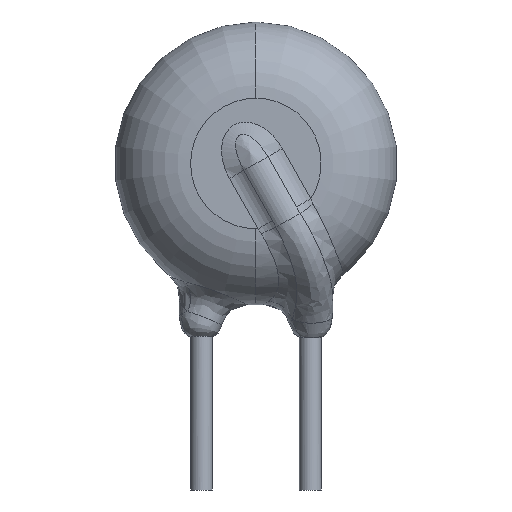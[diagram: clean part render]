
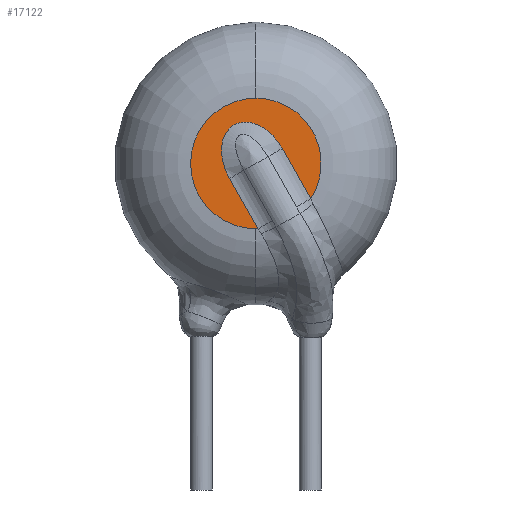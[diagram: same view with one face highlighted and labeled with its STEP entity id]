
A CAD part, front view. The second image highlights one B-rep face of the part: STEP entity #17122.
In plain terms, the highlighted planar face has unit normal (0, -1, 0).
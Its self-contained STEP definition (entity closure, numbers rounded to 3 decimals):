
#166 = CARTESIAN_POINT ( 'NONE',  ( 0.048, -1.75, 4.891 ) ) ;
#997 = LINE ( 'NONE', #6370, #1280 ) ;
#1001 = DIRECTION ( 'NONE',  ( 0., 1., 0. ) ) ;
#1028 = DIRECTION ( 'NONE',  ( 0., 1., 0. ) ) ;
#1184 = CARTESIAN_POINT ( 'NONE',  ( -0.771, -1.75, 4.075 ) ) ;
#1280 = VECTOR ( 'NONE', #15611, 1000. ) ;
#1441 = CIRCLE ( 'NONE', #9260, 1.5 ) ;
#1535 = CARTESIAN_POINT ( 'NONE',  ( -0.607, -1.75, 3.656 ) ) ;
#1550 = DIRECTION ( 'NONE',  ( 0., 0., 1. ) ) ;
#2407 = AXIS2_PLACEMENT_3D ( 'NONE', #6391, #1028, #8981 ) ;
#2486 = DIRECTION ( 'NONE',  ( 0., 1., 0. ) ) ;
#4932 = CIRCLE ( 'NONE', #16023, 1.5 ) ;
#4955 = ORIENTED_EDGE ( 'NONE', *, *, #7715, .T. ) ;
#5424 = CARTESIAN_POINT ( 'NONE',  ( -0.404, -1.75, 4.94 ) ) ;
#5518 = CARTESIAN_POINT ( 'NONE',  ( -0.772, -1.75, 4.528 ) ) ;
#5620 = DIRECTION ( 'NONE',  ( -0.493, 0., 0.87 ) ) ;
#5725 = EDGE_CURVE ( 'NONE', #13720, #11771, #1441, .T. ) ;
#5942 = CARTESIAN_POINT ( 'NONE',  ( 0., -1.75, 2.5 ) ) ;
#5956 = LINE ( 'NONE', #9693, #10392 ) ;
#6142 = PLANE ( 'NONE',  #2407 ) ;
#6370 = CARTESIAN_POINT ( 'NONE',  ( 0.607, -1.75, 4.344 ) ) ;
#6391 = CARTESIAN_POINT ( 'NONE',  ( 0., -1.75, 4. ) ) ;
#6463 = VERTEX_POINT ( 'NONE', #17046 ) ;
#6694 = EDGE_CURVE ( 'NONE', #8902, #12534, #5956, .T. ) ;
#7680 = ORIENTED_EDGE ( 'NONE', *, *, #12260, .F. ) ;
#7715 = EDGE_CURVE ( 'NONE', #12534, #6463, #14666, .T. ) ;
#8118 = CARTESIAN_POINT ( 'NONE',  ( 0.495, -1.75, 4.542 ) ) ;
#8719 = CARTESIAN_POINT ( 'NONE',  ( 0.047, -1.75, 2.501 ) ) ;
#8902 = VERTEX_POINT ( 'NONE', #8719 ) ;
#8981 = DIRECTION ( 'NONE',  ( 0., 0., 1. ) ) ;
#9040 = ORIENTED_EDGE ( 'NONE', *, *, #5725, .F. ) ;
#9260 = AXIS2_PLACEMENT_3D ( 'NONE', #15126, #11226, #1550 ) ;
#9299 = EDGE_CURVE ( 'NONE', #6463, #11392, #997, .T. ) ;
#9314 = CARTESIAN_POINT ( 'NONE',  ( -0.664, -1.75, 3.755 ) ) ;
#9422 = CARTESIAN_POINT ( 'NONE',  ( 0.341, -1.75, 4.716 ) ) ;
#9693 = CARTESIAN_POINT ( 'NONE',  ( -0.607, -1.75, 3.656 ) ) ;
#9734 = CARTESIAN_POINT ( 'NONE',  ( 0., -1.75, 5.5 ) ) ;
#10392 = VECTOR ( 'NONE', #5620, 1000. ) ;
#10792 = AXIS2_PLACEMENT_3D ( 'NONE', #15447, #1001, #11394 ) ;
#11226 = DIRECTION ( 'NONE',  ( 0., 1., 0. ) ) ;
#11392 = VERTEX_POINT ( 'NONE', #13163 ) ;
#11394 = DIRECTION ( 'NONE',  ( 0., 0., 1. ) ) ;
#11771 = VERTEX_POINT ( 'NONE', #9734 ) ;
#12260 = EDGE_CURVE ( 'NONE', #8902, #13720, #16046, .T. ) ;
#12437 = EDGE_CURVE ( 'NONE', #11771, #11392, #4932, .T. ) ;
#12534 = VERTEX_POINT ( 'NONE', #16404 ) ;
#12616 = EDGE_LOOP ( 'NONE', ( #4955, #14587, #14427, #9040, #7680, #17018 ) ) ;
#13163 = CARTESIAN_POINT ( 'NONE',  ( 1.262, -1.75, 3.189 ) ) ;
#13278 = CARTESIAN_POINT ( 'NONE',  ( -0.79, -1.75, 4.414 ) ) ;
#13443 = CARTESIAN_POINT ( 'NONE',  ( -0.79, -1.75, 4.188 ) ) ;
#13606 = DIRECTION ( 'NONE',  ( 0., 0., 1. ) ) ;
#13720 = VERTEX_POINT ( 'NONE', #5942 ) ;
#14404 = CARTESIAN_POINT ( 'NONE',  ( 0., -1.75, 4. ) ) ;
#14419 = CARTESIAN_POINT ( 'NONE',  ( 0.607, -1.75, 4.344 ) ) ;
#14427 = ORIENTED_EDGE ( 'NONE', *, *, #12437, .F. ) ;
#14503 = CARTESIAN_POINT ( 'NONE',  ( -0.708, -1.75, 3.858 ) ) ;
#14587 = ORIENTED_EDGE ( 'NONE', *, *, #9299, .T. ) ;
#14595 = CARTESIAN_POINT ( 'NONE',  ( -0.602, -1.75, 4.828 ) ) ;
#14666 = B_SPLINE_CURVE_WITH_KNOTS ( 'NONE', 3,
 ( #1535, #9314, #14503, #1184, #13443, #13278, #5518, #17116, #14595, #5424, #16087, #15906, #166, #9422, #8118, #14419 ),
 .UNSPECIFIED., .F., .F.,
 ( 4, 2, 2, 2, 2, 2, 2, 4 ),
 ( 0., 0., 0.001, 0.001, 0.001, 0.002, 0.002, 0.003 ),
 .UNSPECIFIED. ) ;
#15126 = CARTESIAN_POINT ( 'NONE',  ( 0., -1.75, 4. ) ) ;
#15447 = CARTESIAN_POINT ( 'NONE',  ( 0., -1.75, 4. ) ) ;
#15611 = DIRECTION ( 'NONE',  ( 0.493, 0., -0.87 ) ) ;
#15641 = FACE_OUTER_BOUND ( 'NONE', #12616, .T. ) ;
#15906 = CARTESIAN_POINT ( 'NONE',  ( -0.06, -1.75, 4.933 ) ) ;
#16023 = AXIS2_PLACEMENT_3D ( 'NONE', #14404, #2486, #13606 ) ;
#16046 = CIRCLE ( 'NONE', #10792, 1.5 ) ;
#16087 = CARTESIAN_POINT ( 'NONE',  ( -0.286, -1.75, 4.959 ) ) ;
#16404 = CARTESIAN_POINT ( 'NONE',  ( -0.607, -1.75, 3.656 ) ) ;
#17018 = ORIENTED_EDGE ( 'NONE', *, *, #6694, .T. ) ;
#17046 = CARTESIAN_POINT ( 'NONE',  ( 0.607, -1.75, 4.344 ) ) ;
#17116 = CARTESIAN_POINT ( 'NONE',  ( -0.678, -1.75, 4.737 ) ) ;
#17122 = ADVANCED_FACE ( 'NONE', ( #15641 ), #6142, .F. ) ;
